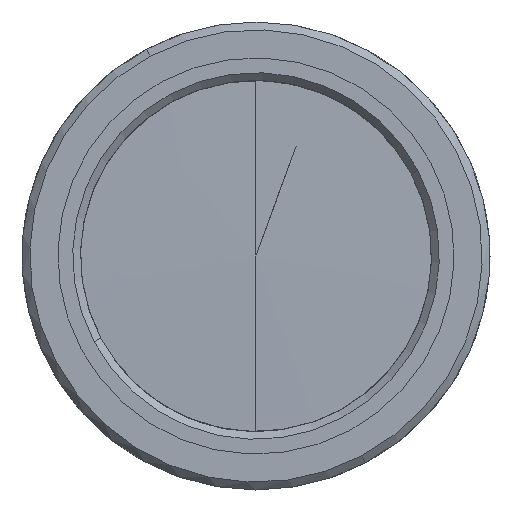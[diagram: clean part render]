
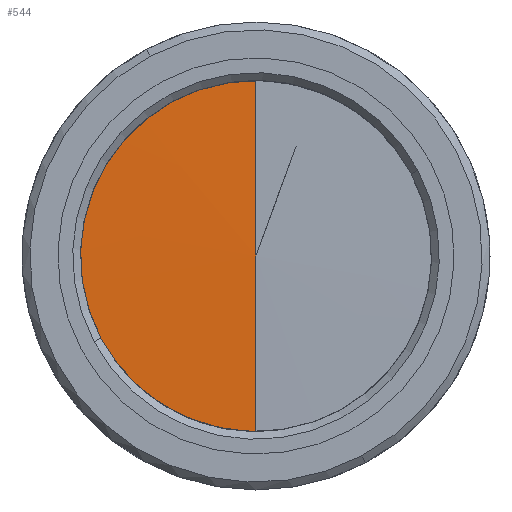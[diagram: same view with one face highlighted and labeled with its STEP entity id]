
A CAD part, left-side view. The second image highlights one B-rep face of the part: STEP entity #544.
In plain terms, the highlighted conical face has half-angle 89.295 degrees and reference radius 11.893 mm.
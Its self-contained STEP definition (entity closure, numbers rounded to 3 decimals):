
#5 = CARTESIAN_POINT ( 'NONE',  ( -110.711, 0., 0. ) ) ;
#11 = DIRECTION ( 'NONE',  ( 0., 0., -1. ) ) ;
#34 = CARTESIAN_POINT ( 'NONE',  ( -110.711, 0., -11.25 ) ) ;
#40 = EDGE_CURVE ( 'NONE', #715, #263, #251, .T. ) ;
#54 = EDGE_CURVE ( 'NONE', #673, #77, #302, .T. ) ;
#77 = VERTEX_POINT ( 'NONE', #34 ) ;
#135 = ORIENTED_EDGE ( 'NONE', *, *, #318, .T. ) ;
#170 = DIRECTION ( 'NONE',  ( -1., 0., 0. ) ) ;
#175 = FACE_OUTER_BOUND ( 'NONE', #711, .T. ) ;
#189 = DIRECTION ( 'NONE',  ( 0., 0., -1. ) ) ;
#194 = CARTESIAN_POINT ( 'NONE',  ( -110.711, 0., 11.25 ) ) ;
#199 = DIRECTION ( 'NONE',  ( 0.012, 0., -1. ) ) ;
#205 = AXIS2_PLACEMENT_3D ( 'NONE', #530, #296, #189 ) ;
#219 = CARTESIAN_POINT ( 'NONE',  ( -110.703, 0., 11.893 ) ) ;
#251 = CIRCLE ( 'NONE', #724, 11.25 ) ;
#263 = VERTEX_POINT ( 'NONE', #625 ) ;
#281 = DIRECTION ( 'NONE',  ( 0.012, 0., 1. ) ) ;
#296 = DIRECTION ( 'NONE',  ( 1., 0., 0. ) ) ;
#302 = LINE ( 'NONE', #700, #637 ) ;
#318 = EDGE_CURVE ( 'NONE', #673, #715, #543, .T. ) ;
#436 = CARTESIAN_POINT ( 'NONE',  ( -110.711, 0., 0. ) ) ;
#467 = EDGE_CURVE ( 'NONE', #263, #77, #489, .T. ) ;
#489 = CIRCLE ( 'NONE', #548, 11.25 ) ;
#530 = CARTESIAN_POINT ( 'NONE',  ( -110.703, 0., 0. ) ) ;
#543 = LINE ( 'NONE', #219, #630 ) ;
#544 = ADVANCED_FACE ( 'NONE', ( #175 ), #650, .T. ) ;
#548 = AXIS2_PLACEMENT_3D ( 'NONE', #5, #170, #11 ) ;
#601 = DIRECTION ( 'NONE',  ( 0., 0., -1. ) ) ;
#612 = CARTESIAN_POINT ( 'NONE',  ( -110.85, 0., 0. ) ) ;
#625 = CARTESIAN_POINT ( 'NONE',  ( -110.711, 9.941, -5.267 ) ) ;
#630 = VECTOR ( 'NONE', #281, 1000. ) ;
#637 = VECTOR ( 'NONE', #199, 1000. ) ;
#642 = ORIENTED_EDGE ( 'NONE', *, *, #467, .T. ) ;
#650 = CONICAL_SURFACE ( 'NONE', #205, 11.893, 1.558 ) ;
#673 = VERTEX_POINT ( 'NONE', #612 ) ;
#685 = ORIENTED_EDGE ( 'NONE', *, *, #40, .T. ) ;
#700 = CARTESIAN_POINT ( 'NONE',  ( -110.703, 0., -11.893 ) ) ;
#705 = DIRECTION ( 'NONE',  ( -1., 0., 0. ) ) ;
#711 = EDGE_LOOP ( 'NONE', ( #725, #135, #685, #642 ) ) ;
#715 = VERTEX_POINT ( 'NONE', #194 ) ;
#724 = AXIS2_PLACEMENT_3D ( 'NONE', #436, #705, #601 ) ;
#725 = ORIENTED_EDGE ( 'NONE', *, *, #54, .F. ) ;
